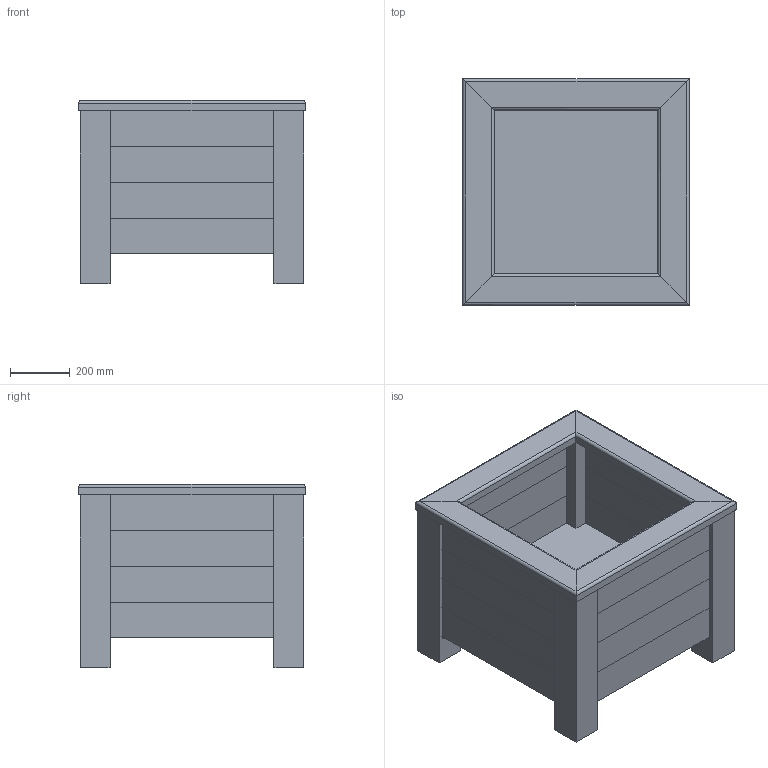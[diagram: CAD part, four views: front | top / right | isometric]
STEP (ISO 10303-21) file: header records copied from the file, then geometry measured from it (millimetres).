
FILE_DESCRIPTION(/* description */ (''),/* implementation_level */ '2;1');
FILE_NAME(/* name */ 'BB Milano 75x75x62 3D.stp',/* time_stamp */ '2021-11-23T10:04:13+01:00',/* author */ ('vital'),/* organization */ (''),/* preprocessor_version */ 'ST-DEVELOPER v18.1',/* originating_system */ 'Autodesk Inventor 2022',/* authorisation */ '');
FILE_SCHEMA (('AUTOMOTIVE_DESIGN { 1 0 10303 214 3 1 1 }'));
Length unit declared in the file: millimetre
Products named in the file (1): BB Milano 75x75x62_Simplify_1
Bounding box: 760 x 760 x 615 mm (x, y, z)
Volume: 89433129.9 mm3; surface area: 6535956.1 mm2
Topology: 30 solids, 30 shells, 240 faces, 540 edges, 360 vertices
Faces by surface type: plane 216, cylinder 24
Entity records: 6873 total; most frequent: CARTESIAN_POINT 1141, ORIENTED_EDGE 1080, DIRECTION 1070, EDGE_CURVE 540, LINE 492, VECTOR 492, VERTEX_POINT 360, AXIS2_PLACEMENT_3D 289
